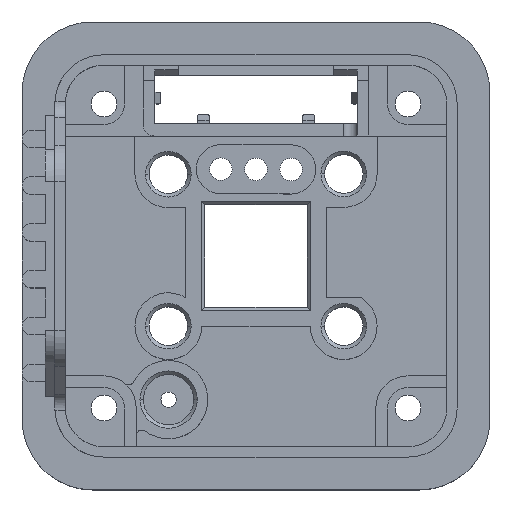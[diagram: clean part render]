
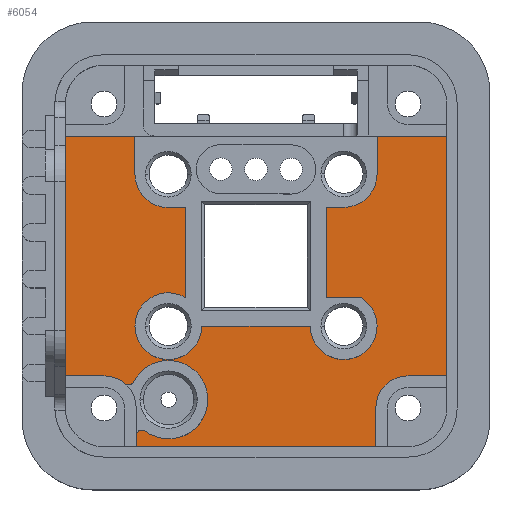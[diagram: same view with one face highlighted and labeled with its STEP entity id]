
A CAD part, top view. The second image highlights one B-rep face of the part: STEP entity #6054.
In plain terms, the highlighted planar face has unit normal (0, 0, 1).
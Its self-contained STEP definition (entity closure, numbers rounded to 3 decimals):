
#1111=DIRECTION('',(0.,-1.,0.));
#1112=VECTOR('',#1111,7.738);
#1113=CARTESIAN_POINT('',(6.,4.159,-15.6));
#1114=LINE('',#1113,#1112);
#1115=DIRECTION('',(-1.,-0.001,0.));
#1116=VECTOR('',#1115,1.508);
#1117=CARTESIAN_POINT('',(7.508,4.161,-15.6));
#1118=LINE('',#1117,#1116);
#1119=CARTESIAN_POINT('',(7.504,-6.,-15.6));
#1120=DIRECTION('',(0.,0.,1.));
#1121=DIRECTION('',(-1.,0.,0.));
#1122=AXIS2_PLACEMENT_3D('',#1119,#1120,#1121);
#1124=CARTESIAN_POINT('',(7.504,-6.,-15.6));
#1125=DIRECTION('',(0.,0.,1.));
#1126=DIRECTION('',(1.,0.,0.));
#1127=AXIS2_PLACEMENT_3D('',#1124,#1125,#1126);
#1129=DIRECTION('',(-1.,0.,0.));
#1130=VECTOR('',#1129,3.008);
#1131=CARTESIAN_POINT('',(9.008,-3.579,-15.6));
#1132=LINE('',#1131,#1130);
#1133=CARTESIAN_POINT('',(7.504,7.011,-15.6));
#1134=DIRECTION('',(0.,0.,1.));
#1135=DIRECTION('',(0.001,-1.,0.));
#1136=AXIS2_PLACEMENT_3D('',#1133,#1134,#1135);
#1138=DIRECTION('',(0.,1.,0.));
#1139=VECTOR('',#1138,3.239);
#1140=CARTESIAN_POINT('',(10.354,7.011,-15.6));
#1141=LINE('',#1140,#1139);
#1142=DIRECTION('',(1.,0.,0.));
#1143=VECTOR('',#1142,5.946);
#1144=CARTESIAN_POINT('',(10.354,10.25,-15.6));
#1145=LINE('',#1144,#1143);
#1146=DIRECTION('',(0.,-1.,0.));
#1147=VECTOR('',#1146,20.5);
#1148=CARTESIAN_POINT('',(16.3,10.25,-15.6));
#1149=LINE('',#1148,#1147);
#1150=CARTESIAN_POINT('',(13.,-13.,-15.6));
#1151=DIRECTION('',(0.,0.,1.));
#1152=DIRECTION('',(0.,1.,0.));
#1153=AXIS2_PLACEMENT_3D('',#1150,#1151,#1152);
#1155=DIRECTION('',(0.,-1.,0.));
#1156=VECTOR('',#1155,3.3);
#1157=CARTESIAN_POINT('',(10.25,-13.,-15.6));
#1158=LINE('',#1157,#1156);
#1159=DIRECTION('',(-1.,0.,0.));
#1160=VECTOR('',#1159,20.5);
#1161=CARTESIAN_POINT('',(10.25,-16.3,-15.6));
#1162=LINE('',#1161,#1160);
#1163=CARTESIAN_POINT('',(-9.75,-15.386,-15.6));
#1164=DIRECTION('',(0.,0.,-1.));
#1165=DIRECTION('',(-1.,0.,0.));
#1166=AXIS2_PLACEMENT_3D('',#1163,#1164,#1165);
#1168=CARTESIAN_POINT('',(-7.475,-12.28,-15.6));
#1169=DIRECTION('',(0.,0.,1.));
#1170=DIRECTION('',(-0.591,-0.807,0.));
#1171=AXIS2_PLACEMENT_3D('',#1168,#1169,#1170);
#1173=CARTESIAN_POINT('',(-7.475,-12.28,-15.6));
#1174=DIRECTION('',(0.,0.,1.));
#1175=DIRECTION('',(1.,0.,0.));
#1176=AXIS2_PLACEMENT_3D('',#1173,#1174,#1175);
#1178=CARTESIAN_POINT('',(-10.899,-10.52,-15.6));
#1179=DIRECTION('',(0.,0.,-1.));
#1180=DIRECTION('',(0.889,-0.457,0.));
#1181=AXIS2_PLACEMENT_3D('',#1178,#1179,#1180);
#1183=CARTESIAN_POINT('',(-13.,-13.,-15.6));
#1184=DIRECTION('',(0.,0.,1.));
#1185=DIRECTION('',(0.646,0.763,0.));
#1186=AXIS2_PLACEMENT_3D('',#1183,#1184,#1185);
#1188=DIRECTION('',(-1.,0.,0.));
#1189=VECTOR('',#1188,3.3);
#1190=CARTESIAN_POINT('',(-13.,-10.25,-15.6));
#1191=LINE('',#1190,#1189);
#1192=DIRECTION('',(0.,1.,0.));
#1193=VECTOR('',#1192,20.5);
#1194=CARTESIAN_POINT('',(-16.3,-10.25,-15.6));
#1195=LINE('',#1194,#1193);
#1196=DIRECTION('',(1.,0.,0.));
#1197=VECTOR('',#1196,5.954);
#1198=CARTESIAN_POINT('',(-16.3,10.25,-15.6));
#1199=LINE('',#1198,#1197);
#1200=CARTESIAN_POINT('',(-7.496,6.991,-15.6));
#1201=DIRECTION('',(0.,0.,1.));
#1202=DIRECTION('',(-1.,0.,0.));
#1203=AXIS2_PLACEMENT_3D('',#1200,#1201,#1202);
#1205=CARTESIAN_POINT('',(-7.496,-6.,-15.6));
#1206=DIRECTION('',(0.,0.,1.));
#1207=DIRECTION('',(0.525,0.851,0.));
#1208=AXIS2_PLACEMENT_3D('',#1205,#1206,#1207);
#1210=CARTESIAN_POINT('',(-7.496,-6.,-15.6));
#1211=DIRECTION('',(0.,0.,1.));
#1212=DIRECTION('',(-1.,0.,0.));
#1213=AXIS2_PLACEMENT_3D('',#1210,#1211,#1212);
#1223=DIRECTION('',(-1.,0.,0.));
#1224=VECTOR('',#1223,9.3);
#1225=CARTESIAN_POINT('',(4.654,-6.,-15.6));
#1226=LINE('',#1225,#1224);
#1235=DIRECTION('',(0.,1.,0.));
#1236=VECTOR('',#1235,7.717);
#1237=CARTESIAN_POINT('',(-6.,-3.574,-15.6));
#1238=LINE('',#1237,#1236);
#1239=DIRECTION('',(-1.,-0.001,0.));
#1240=VECTOR('',#1239,1.492);
#1241=CARTESIAN_POINT('',(-6.,4.143,-15.6));
#1242=LINE('',#1241,#1240);
#1255=DIRECTION('',(0.,1.,0.));
#1256=VECTOR('',#1255,3.259);
#1257=CARTESIAN_POINT('',(-10.346,6.991,-15.6));
#1258=LINE('',#1257,#1256);
#1906=DIRECTION('',(0.,-1.,0.));
#1907=VECTOR('',#1906,0.914);
#1908=CARTESIAN_POINT('',(-10.25,-15.386,-15.6));
#1909=LINE('',#1908,#1907);
#2060=DIRECTION('',(1.,0.,0.));
#2061=VECTOR('',#2060,3.3);
#2062=CARTESIAN_POINT('',(13.,-10.25,-15.6));
#2063=LINE('',#2062,#2061);
#3961=CARTESIAN_POINT('',(-16.3,10.25,-15.6));
#3962=VERTEX_POINT('',#3961);
#3963=CARTESIAN_POINT('',(-16.3,-10.25,-15.6));
#3964=VERTEX_POINT('',#3963);
#4387=CARTESIAN_POINT('',(-10.25,-16.3,-15.6));
#4388=VERTEX_POINT('',#4387);
#4389=CARTESIAN_POINT('',(10.25,-16.3,-15.6));
#4390=VERTEX_POINT('',#4389);
#4391=CARTESIAN_POINT('',(-10.25,-15.386,-15.6));
#4393=VERTEX_POINT('',#4391);
#4397=CARTESIAN_POINT('',(-9.455,-14.983,-15.6));
#4398=VERTEX_POINT('',#4397);
#4409=CARTESIAN_POINT('',(10.354,-6.,-15.6));
#4410=CARTESIAN_POINT('',(9.008,-3.579,-15.6));
#4411=VERTEX_POINT('',#4409);
#4412=VERTEX_POINT('',#4410);
#4413=CARTESIAN_POINT('',(4.654,-6.,-15.6));
#4414=VERTEX_POINT('',#4413);
#4415=CARTESIAN_POINT('',(6.,-3.579,-15.6));
#4416=VERTEX_POINT('',#4415);
#4417=CARTESIAN_POINT('',(6.,4.159,-15.6));
#4418=VERTEX_POINT('',#4417);
#4419=CARTESIAN_POINT('',(7.508,4.161,-15.6));
#4420=VERTEX_POINT('',#4419);
#4421=CARTESIAN_POINT('',(10.354,7.011,-15.6));
#4422=VERTEX_POINT('',#4421);
#4423=CARTESIAN_POINT('',(10.354,10.25,-15.6));
#4424=VERTEX_POINT('',#4423);
#4425=CARTESIAN_POINT('',(16.3,10.25,-15.6));
#4426=VERTEX_POINT('',#4425);
#4427=CARTESIAN_POINT('',(16.3,-10.25,-15.6));
#4428=VERTEX_POINT('',#4427);
#4429=CARTESIAN_POINT('',(13.,-10.25,-15.6));
#4430=VERTEX_POINT('',#4429);
#4431=CARTESIAN_POINT('',(10.25,-13.,-15.6));
#4432=VERTEX_POINT('',#4431);
#4433=CARTESIAN_POINT('',(-4.125,-12.28,-15.6));
#4434=CARTESIAN_POINT('',(-10.455,-10.749,-15.6));
#4435=VERTEX_POINT('',#4433);
#4436=VERTEX_POINT('',#4434);
#4437=CARTESIAN_POINT('',(-11.222,-10.902,-15.6));
#4438=VERTEX_POINT('',#4437);
#4439=CARTESIAN_POINT('',(-13.,-10.25,-15.6));
#4440=VERTEX_POINT('',#4439);
#4441=CARTESIAN_POINT('',(-10.346,10.25,-15.6));
#4442=VERTEX_POINT('',#4441);
#4443=CARTESIAN_POINT('',(-10.346,6.991,-15.6));
#4444=VERTEX_POINT('',#4443);
#4445=CARTESIAN_POINT('',(-7.492,4.141,-15.6));
#4446=VERTEX_POINT('',#4445);
#4447=CARTESIAN_POINT('',(-6.,4.143,-15.6));
#4448=VERTEX_POINT('',#4447);
#4449=CARTESIAN_POINT('',(-6.,-3.574,-15.6));
#4450=VERTEX_POINT('',#4449);
#4451=CARTESIAN_POINT('',(-10.346,-6.,-15.6));
#4452=CARTESIAN_POINT('',(-4.646,-6.,-15.6));
#4453=VERTEX_POINT('',#4451);
#4454=VERTEX_POINT('',#4452);
#5992=CARTESIAN_POINT('',(0.,0.,-15.6));
#5993=DIRECTION('',(0.,0.,1.));
#5994=DIRECTION('',(1.,0.,0.));
#5995=AXIS2_PLACEMENT_3D('',#5992,#5993,#5994);
#5996=PLANE('',#5995);
#5998=ORIENTED_EDGE('',*,*,#5997,.T.);
#6000=ORIENTED_EDGE('',*,*,#5999,.T.);
#6001=ORIENTED_EDGE('',*,*,#5957,.T.);
#6002=ORIENTED_EDGE('',*,*,#5973,.F.);
#6003=ORIENTED_EDGE('',*,*,#5983,.F.);
#6005=ORIENTED_EDGE('',*,*,#6004,.T.);
#6007=ORIENTED_EDGE('',*,*,#6006,.T.);
#6009=ORIENTED_EDGE('',*,*,#6008,.T.);
#6011=ORIENTED_EDGE('',*,*,#6010,.T.);
#6013=ORIENTED_EDGE('',*,*,#6012,.F.);
#6015=ORIENTED_EDGE('',*,*,#6014,.T.);
#6017=ORIENTED_EDGE('',*,*,#6016,.T.);
#6019=ORIENTED_EDGE('',*,*,#6018,.T.);
#6021=ORIENTED_EDGE('',*,*,#6020,.F.);
#6023=ORIENTED_EDGE('',*,*,#6022,.T.);
#6025=ORIENTED_EDGE('',*,*,#6024,.T.);
#6027=ORIENTED_EDGE('',*,*,#6026,.T.);
#6029=ORIENTED_EDGE('',*,*,#6028,.T.);
#6031=ORIENTED_EDGE('',*,*,#6030,.T.);
#6033=ORIENTED_EDGE('',*,*,#6032,.T.);
#6035=ORIENTED_EDGE('',*,*,#6034,.T.);
#6037=ORIENTED_EDGE('',*,*,#6036,.T.);
#6039=ORIENTED_EDGE('',*,*,#6038,.F.);
#6041=ORIENTED_EDGE('',*,*,#6040,.T.);
#6043=ORIENTED_EDGE('',*,*,#6042,.F.);
#6045=ORIENTED_EDGE('',*,*,#6044,.F.);
#6047=ORIENTED_EDGE('',*,*,#6046,.T.);
#6049=ORIENTED_EDGE('',*,*,#6048,.T.);
#6051=ORIENTED_EDGE('',*,*,#6050,.F.);
#6052=EDGE_LOOP('',(#5998,#6000,#6001,#6002,#6003,#6005,#6007,#6009,#6011,#6013,
#6015,#6017,#6019,#6021,#6023,#6025,#6027,#6029,#6031,#6033,#6035,#6037,#6039,
#6041,#6043,#6045,#6047,#6049,#6051));
#6053=FACE_OUTER_BOUND('',#6052,.F.);
#6054=ADVANCED_FACE('',(#6053),#5996,.T.);
#1123=CIRCLE('',#1122,2.85);
#1128=CIRCLE('',#1127,2.85);
#1137=CIRCLE('',#1136,2.85);
#1154=CIRCLE('',#1153,2.75);
#1167=CIRCLE('',#1166,0.5);
#1172=CIRCLE('',#1171,3.35);
#1177=CIRCLE('',#1176,3.35);
#1182=CIRCLE('',#1181,0.5);
#1187=CIRCLE('',#1186,2.75);
#1204=CIRCLE('',#1203,2.85);
#1209=CIRCLE('',#1208,2.85);
#1214=CIRCLE('',#1213,2.85);
#5957=EDGE_CURVE('',#4412,#4416,#1132,.T.);
#5973=EDGE_CURVE('',#4418,#4416,#1114,.T.);
#5983=EDGE_CURVE('',#4420,#4418,#1118,.T.);
#5997=EDGE_CURVE('',#4414,#4411,#1123,.T.);
#5999=EDGE_CURVE('',#4411,#4412,#1128,.T.);
#6004=EDGE_CURVE('',#4420,#4422,#1137,.T.);
#6006=EDGE_CURVE('',#4422,#4424,#1141,.T.);
#6008=EDGE_CURVE('',#4424,#4426,#1145,.T.);
#6010=EDGE_CURVE('',#4426,#4428,#1149,.T.);
#6012=EDGE_CURVE('',#4430,#4428,#2063,.T.);
#6014=EDGE_CURVE('',#4430,#4432,#1154,.T.);
#6016=EDGE_CURVE('',#4432,#4390,#1158,.T.);
#6018=EDGE_CURVE('',#4390,#4388,#1162,.T.);
#6020=EDGE_CURVE('',#4393,#4388,#1909,.T.);
#6022=EDGE_CURVE('',#4393,#4398,#1167,.T.);
#6024=EDGE_CURVE('',#4398,#4435,#1172,.T.);
#6026=EDGE_CURVE('',#4435,#4436,#1177,.T.);
#6028=EDGE_CURVE('',#4436,#4438,#1182,.T.);
#6030=EDGE_CURVE('',#4438,#4440,#1187,.T.);
#6032=EDGE_CURVE('',#4440,#3964,#1191,.T.);
#6034=EDGE_CURVE('',#3964,#3962,#1195,.T.);
#6036=EDGE_CURVE('',#3962,#4442,#1199,.T.);
#6038=EDGE_CURVE('',#4444,#4442,#1258,.T.);
#6040=EDGE_CURVE('',#4444,#4446,#1204,.T.);
#6042=EDGE_CURVE('',#4448,#4446,#1242,.T.);
#6044=EDGE_CURVE('',#4450,#4448,#1238,.T.);
#6046=EDGE_CURVE('',#4450,#4453,#1209,.T.);
#6048=EDGE_CURVE('',#4453,#4454,#1214,.T.);
#6050=EDGE_CURVE('',#4414,#4454,#1226,.T.);
